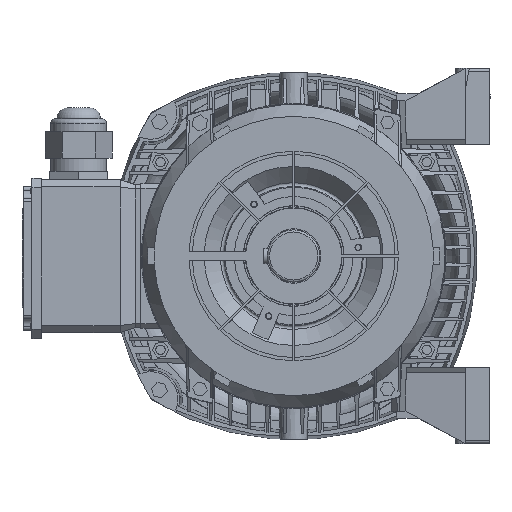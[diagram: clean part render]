
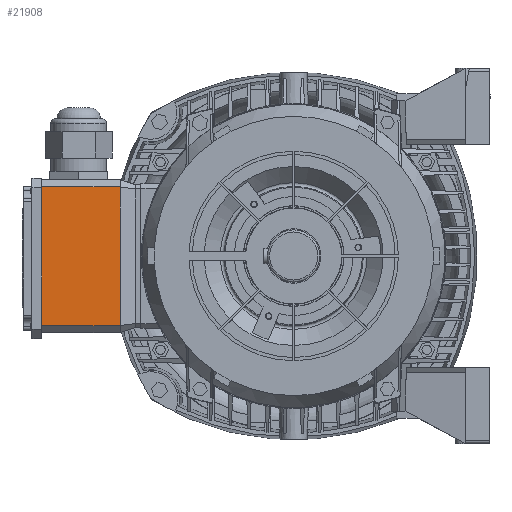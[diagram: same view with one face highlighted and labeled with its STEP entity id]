
A CAD part, left-side view. The second image highlights one B-rep face of the part: STEP entity #21908.
In plain terms, the highlighted planar face has unit normal (-1, 0, 0).
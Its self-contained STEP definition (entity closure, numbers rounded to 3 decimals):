
#6221=LINE('',#120546,#14337);
#6225=LINE('',#120554,#14341);
#6226=LINE('',#120556,#14342);
#6227=LINE('',#120558,#14343);
#14337=VECTOR('',#93169,1.);
#14341=VECTOR('',#93175,1.);
#14342=VECTOR('',#93178,1.);
#14343=VECTOR('',#93179,1.);
#21908=ADVANCED_FACE('',(#28999),#25752,.T.);
#25752=PLANE('',#84069);
#28999=FACE_OUTER_BOUND('',#32965,.T.);
#32965=EDGE_LOOP('',(#41404,#41405,#41406,#41407));
#41404=ORIENTED_EDGE('',*,*,#71404,.F.);
#41405=ORIENTED_EDGE('',*,*,#71403,.T.);
#41406=ORIENTED_EDGE('',*,*,#71399,.T.);
#41407=ORIENTED_EDGE('',*,*,#71405,.F.);
#62782=VERTEX_POINT('',#120529);
#62787=VERTEX_POINT('',#120545);
#62789=VERTEX_POINT('',#120550);
#62791=VERTEX_POINT('',#120557);
#71399=EDGE_CURVE('',#62787,#62782,#6221,.T.);
#71403=EDGE_CURVE('',#62789,#62787,#6225,.T.);
#71404=EDGE_CURVE('',#62789,#62791,#6226,.T.);
#71405=EDGE_CURVE('',#62791,#62782,#6227,.T.);
#84069=AXIS2_PLACEMENT_3D('',#120559,#93180,#93181);
#93169=DIRECTION('',(0.,0.,1.));
#93175=DIRECTION('',(0.,-1.,0.));
#93178=DIRECTION('',(0.,0.,1.));
#93179=DIRECTION('',(0.,-1.,0.));
#93180=DIRECTION('',(-1.,0.,0.));
#93181=DIRECTION('',(0.,0.,1.));
#120529=CARTESIAN_POINT('',(157.303,159.,63.334));
#120545=CARTESIAN_POINT('',(157.303,159.,-63.738));
#120546=CARTESIAN_POINT('',(157.303,159.,-63.738));
#120550=CARTESIAN_POINT('',(157.303,231.,-63.738));
#120554=CARTESIAN_POINT('',(157.303,231.,-63.738));
#120556=CARTESIAN_POINT('',(157.303,231.,-63.738));
#120557=CARTESIAN_POINT('',(157.303,231.,63.334));
#120558=CARTESIAN_POINT('',(157.303,231.,63.334));
#120559=CARTESIAN_POINT('',(157.303,232.,63.334));
